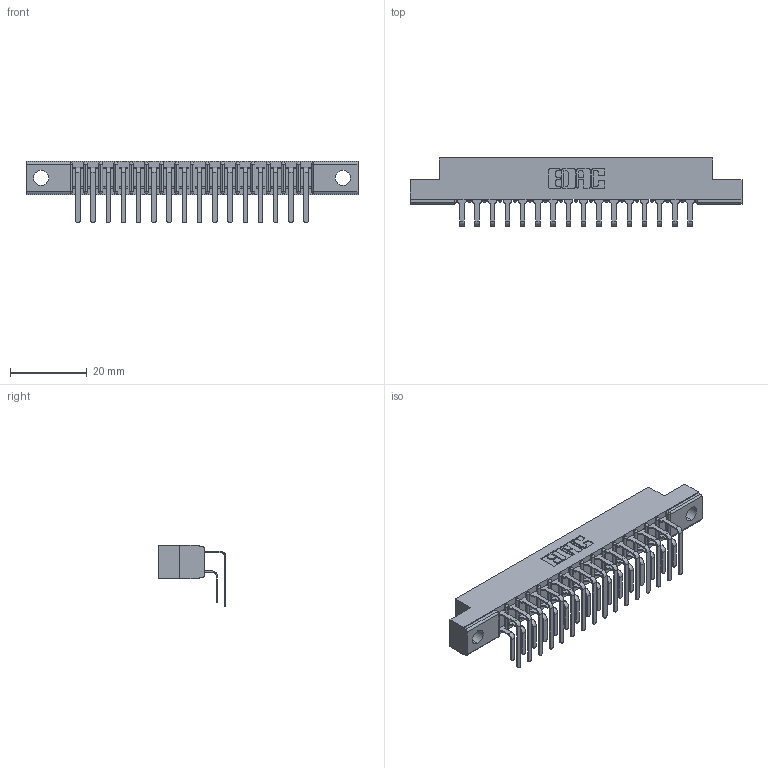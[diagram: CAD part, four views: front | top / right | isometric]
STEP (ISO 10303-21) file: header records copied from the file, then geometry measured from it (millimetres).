
FILE_DESCRIPTION (( 'STEP AP203' ), '1' );
FILE_NAME ('357-016-459-104.STEP', '2020-09-30T19:25:56', ( '' ), ( '' ), 'SwSTEP 2.0', 'SolidWorks 2020', '' );
FILE_SCHEMA (( 'CONFIG_CONTROL_DESIGN' ));
Length unit declared in the file: inch
Products named in the file (4): 357-016-459-104; 307-290-001_559 - 2 (Single); 307 Part_.156 Dia Mounting Holes; 307-290-001_558 559 - 1 (Single)
Assembly tree (33 placements, depth 2):
  357-016-459-104
    307 Part_.156 Dia Mounting Holes
    307-290-001_558 559 - 1 (Single)  x16
    307-290-001_559 - 2 (Single)  x16
Bounding box: 86.41 x 17.69 x 16.08 mm (x, y, z)
Volume: 5688.8 mm3; surface area: 10421.9 mm2
Topology: 33 solids, 33 shells, 1749 faces, 4903 edges, 3178 vertices
Faces by surface type: plane 1140, cylinder 575, sphere 34
Entity records: 19299 total; most frequent: CARTESIAN_POINT 3172, ORIENTED_EDGE 3138, DIRECTION 3109, EDGE_CURVE 1569, LINE 1199, VECTOR 1199, VERTEX_POINT 1018, AXIS2_PLACEMENT_3D 955
